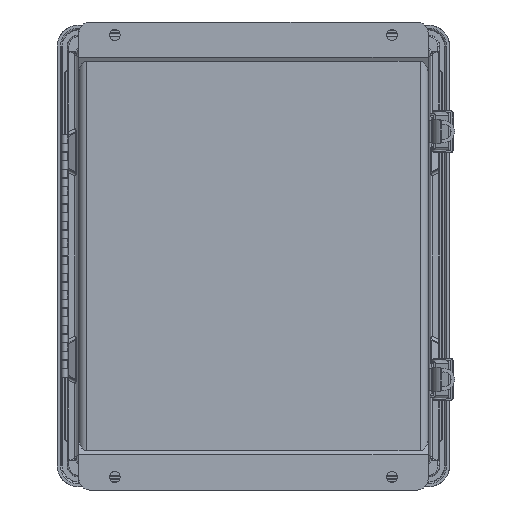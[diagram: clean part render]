
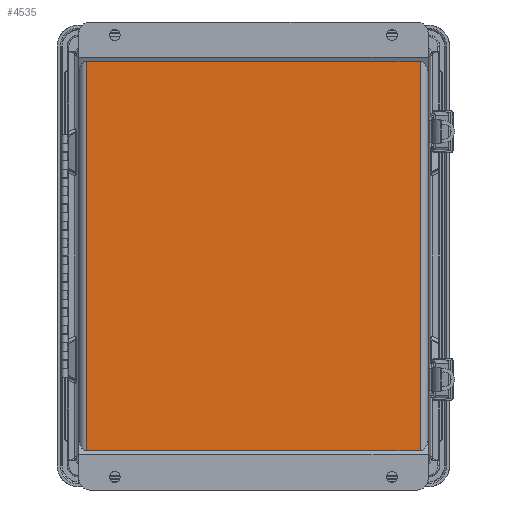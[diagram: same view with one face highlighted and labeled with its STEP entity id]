
A CAD part, front view. The second image highlights one B-rep face of the part: STEP entity #4535.
In plain terms, the highlighted planar face has unit normal (0, -1, 0).
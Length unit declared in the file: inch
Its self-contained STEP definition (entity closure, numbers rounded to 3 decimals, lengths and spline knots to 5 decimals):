
#34 = CARTESIAN_POINT ( 'NONE',  ( 5.11811, 0.05906, -1.12591 ) ) ;
#171 = ORIENTED_EDGE ( 'NONE', *, *, #26955, .F. ) ;
#754 = LINE ( 'NONE', #25741, #5972 ) ;
#772 = CARTESIAN_POINT ( 'NONE',  ( 5.11811, 0.05906, -1.12591 ) ) ;
#2947 = CARTESIAN_POINT ( 'NONE',  ( -4.80523, 0.05906, -12.37803 ) ) ;
#4535 = ADVANCED_FACE ( 'NONE', ( #7624 ), #21991, .F. ) ;
#4663 = DIRECTION ( 'NONE',  ( -1., 0., 0. ) ) ;
#5972 = VECTOR ( 'NONE', #4663, 39.37008 ) ;
#6099 = VERTEX_POINT ( 'NONE', #17241 ) ;
#6855 = DIRECTION ( 'NONE',  ( 0., 1., 0. ) ) ;
#7138 = CARTESIAN_POINT ( 'NONE',  ( 4.80523, 0.05906, -1.12591 ) ) ;
#7624 = FACE_OUTER_BOUND ( 'NONE', #17601, .T. ) ;
#9036 = VERTEX_POINT ( 'NONE', #2947 ) ;
#9599 = CARTESIAN_POINT ( 'NONE',  ( -4.80523, 0.05906, -1.12591 ) ) ;
#9993 = ORIENTED_EDGE ( 'NONE', *, *, #29797, .T. ) ;
#10573 = VERTEX_POINT ( 'NONE', #34714 ) ;
#13532 = VERTEX_POINT ( 'NONE', #25628 ) ;
#13853 = LINE ( 'NONE', #9599, #23830 ) ;
#17241 = CARTESIAN_POINT ( 'NONE',  ( 4.80523, 0.05906, -12.37803 ) ) ;
#17508 = LINE ( 'NONE', #7138, #26478 ) ;
#17601 = EDGE_LOOP ( 'NONE', ( #32465, #171, #9993, #25981 ) ) ;
#17841 = EDGE_CURVE ( 'NONE', #9036, #10573, #13853, .T. ) ;
#21698 = DIRECTION ( 'NONE',  ( 0., 0., 1. ) ) ;
#21991 = PLANE ( 'NONE',  #29147 ) ;
#23830 = VECTOR ( 'NONE', #21698, 39.37008 ) ;
#25044 = EDGE_CURVE ( 'NONE', #13532, #10573, #28656, .T. ) ;
#25628 = CARTESIAN_POINT ( 'NONE',  ( 4.80523, 0.05906, -1.12591 ) ) ;
#25741 = CARTESIAN_POINT ( 'NONE',  ( 5.11811, 0.05906, -12.37803 ) ) ;
#25981 = ORIENTED_EDGE ( 'NONE', *, *, #25044, .T. ) ;
#26478 = VECTOR ( 'NONE', #31262, 39.37008 ) ;
#26955 = EDGE_CURVE ( 'NONE', #6099, #9036, #754, .T. ) ;
#28042 = DIRECTION ( 'NONE',  ( 0., 0., 1. ) ) ;
#28656 = LINE ( 'NONE', #34, #35794 ) ;
#29147 = AXIS2_PLACEMENT_3D ( 'NONE', #772, #6855, #28042 ) ;
#29797 = EDGE_CURVE ( 'NONE', #6099, #13532, #17508, .T. ) ;
#30220 = DIRECTION ( 'NONE',  ( -1., 0., 0. ) ) ;
#31262 = DIRECTION ( 'NONE',  ( 0., 0., 1. ) ) ;
#32465 = ORIENTED_EDGE ( 'NONE', *, *, #17841, .F. ) ;
#34714 = CARTESIAN_POINT ( 'NONE',  ( -4.80523, 0.05906, -1.12591 ) ) ;
#35794 = VECTOR ( 'NONE', #30220, 39.37008 ) ;
